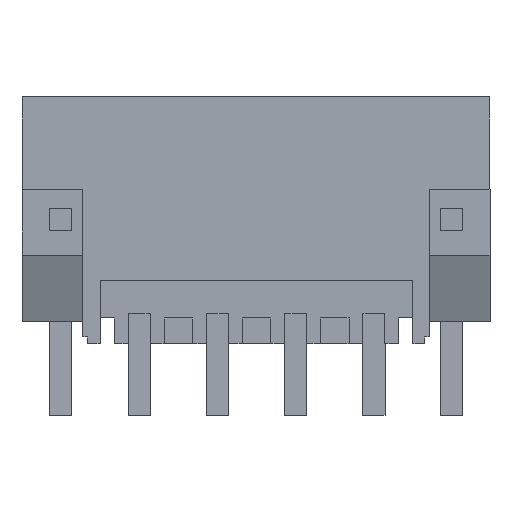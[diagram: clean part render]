
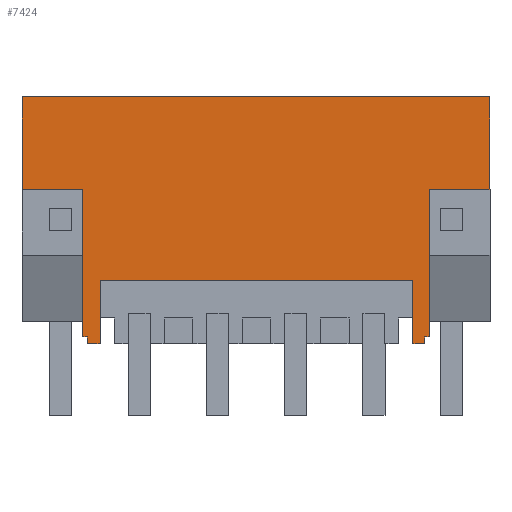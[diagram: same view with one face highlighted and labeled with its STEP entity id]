
A CAD part, front view. The second image highlights one B-rep face of the part: STEP entity #7424.
In plain terms, the highlighted planar face has unit normal (0, -1, 0).
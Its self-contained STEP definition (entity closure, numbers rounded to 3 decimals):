
#7394=AXIS2_PLACEMENT_3D('Plane Axis2P3D',#7391,#7392,#7393) ;
#2052=CARTESIAN_POINT('Line Origine',(3.5,0.,4.625)) ;
#2056=CARTESIAN_POINT('Vertex',(3.5,0.,3.2)) ;
#2058=CARTESIAN_POINT('Vertex',(3.5,0.,6.05)) ;
#2085=CARTESIAN_POINT('Vertex',(2.925,0.,3.2)) ;
#2088=CARTESIAN_POINT('Line Origine',(3.213,0.,3.2)) ;
#2106=CARTESIAN_POINT('Line Origine',(2.925,0.,3.35)) ;
#2110=CARTESIAN_POINT('Vertex',(2.925,0.,3.5)) ;
#2131=CARTESIAN_POINT('Line Origine',(2.825,0.,3.5)) ;
#2135=CARTESIAN_POINT('Vertex',(2.725,0.,3.5)) ;
#2156=CARTESIAN_POINT('Line Origine',(2.725,0.,6.8)) ;
#2160=CARTESIAN_POINT('Vertex',(2.725,0.,10.1)) ;
#2434=CARTESIAN_POINT('Vertex',(0.,0.,10.1)) ;
#2437=CARTESIAN_POINT('Line Origine',(0.,0.,12.175)) ;
#2441=CARTESIAN_POINT('Vertex',(0.,0.,14.25)) ;
#2481=CARTESIAN_POINT('Line Origine',(10.475,0.,14.25)) ;
#2485=CARTESIAN_POINT('Vertex',(20.95,0.,14.25)) ;
#4479=CARTESIAN_POINT('Line Origine',(20.95,0.,12.175)) ;
#4483=CARTESIAN_POINT('Vertex',(20.95,0.,10.1)) ;
#4751=CARTESIAN_POINT('Vertex',(18.225,0.,10.1)) ;
#4754=CARTESIAN_POINT('Line Origine',(18.225,0.,6.8)) ;
#4758=CARTESIAN_POINT('Vertex',(18.225,0.,3.5)) ;
#4782=CARTESIAN_POINT('Line Origine',(18.125,0.,3.5)) ;
#4786=CARTESIAN_POINT('Vertex',(18.025,0.,3.5)) ;
#4807=CARTESIAN_POINT('Line Origine',(18.025,0.,3.35)) ;
#4811=CARTESIAN_POINT('Vertex',(18.025,0.,3.2)) ;
#4827=CARTESIAN_POINT('Line Origine',(17.763,0.,3.2)) ;
#4831=CARTESIAN_POINT('Vertex',(17.5,0.,3.2)) ;
#4852=CARTESIAN_POINT('Line Origine',(17.5,0.,4.625)) ;
#4856=CARTESIAN_POINT('Vertex',(17.5,0.,6.05)) ;
#6650=CARTESIAN_POINT('Line Origine',(10.5,0.,6.05)) ;
#7391=CARTESIAN_POINT('Axis2P3D Location',(0.,0.,3.2)) ;
#7396=CARTESIAN_POINT('Line Origine',(19.587,0.,10.1)) ;
#7401=CARTESIAN_POINT('Line Origine',(1.362,0.,10.1)) ;
#2053=DIRECTION('Vector Direction',(0.,0.,1.)) ;
#2089=DIRECTION('Vector Direction',(1.,0.,0.)) ;
#2107=DIRECTION('Vector Direction',(0.,0.,-1.)) ;
#2132=DIRECTION('Vector Direction',(1.,0.,0.)) ;
#2157=DIRECTION('Vector Direction',(0.,0.,-1.)) ;
#2438=DIRECTION('Vector Direction',(0.,0.,1.)) ;
#2482=DIRECTION('Vector Direction',(1.,0.,0.)) ;
#4480=DIRECTION('Vector Direction',(0.,0.,1.)) ;
#4755=DIRECTION('Vector Direction',(0.,0.,-1.)) ;
#4783=DIRECTION('Vector Direction',(1.,0.,0.)) ;
#4808=DIRECTION('Vector Direction',(0.,0.,-1.)) ;
#4828=DIRECTION('Vector Direction',(1.,0.,0.)) ;
#4853=DIRECTION('Vector Direction',(0.,0.,1.)) ;
#6651=DIRECTION('Vector Direction',(1.,0.,0.)) ;
#7392=DIRECTION('Axis2P3D Direction',(0.,1.,0.)) ;
#7393=DIRECTION('Axis2P3D XDirection',(0.,0.,1.)) ;
#7397=DIRECTION('Vector Direction',(1.,0.,0.)) ;
#7402=DIRECTION('Vector Direction',(1.,0.,0.)) ;
#2054=VECTOR('Line Direction',#2053,1.) ;
#2090=VECTOR('Line Direction',#2089,1.) ;
#2108=VECTOR('Line Direction',#2107,1.) ;
#2133=VECTOR('Line Direction',#2132,1.) ;
#2158=VECTOR('Line Direction',#2157,1.) ;
#2439=VECTOR('Line Direction',#2438,1.) ;
#2483=VECTOR('Line Direction',#2482,1.) ;
#4481=VECTOR('Line Direction',#4480,1.) ;
#4756=VECTOR('Line Direction',#4755,1.) ;
#4784=VECTOR('Line Direction',#4783,1.) ;
#4809=VECTOR('Line Direction',#4808,1.) ;
#4829=VECTOR('Line Direction',#4828,1.) ;
#4854=VECTOR('Line Direction',#4853,1.) ;
#6652=VECTOR('Line Direction',#6651,1.) ;
#7398=VECTOR('Line Direction',#7397,1.) ;
#7403=VECTOR('Line Direction',#7402,1.) ;
#7407=ORIENTED_EDGE('',*,*,#6654,.F.) ;
#7408=ORIENTED_EDGE('',*,*,#4858,.F.) ;
#7409=ORIENTED_EDGE('',*,*,#4833,.T.) ;
#7410=ORIENTED_EDGE('',*,*,#4813,.T.) ;
#7411=ORIENTED_EDGE('',*,*,#4788,.T.) ;
#7412=ORIENTED_EDGE('',*,*,#4760,.F.) ;
#7413=ORIENTED_EDGE('',*,*,#7400,.F.) ;
#7414=ORIENTED_EDGE('',*,*,#4485,.F.) ;
#7415=ORIENTED_EDGE('',*,*,#2487,.F.) ;
#7416=ORIENTED_EDGE('',*,*,#2443,.T.) ;
#7417=ORIENTED_EDGE('',*,*,#7405,.T.) ;
#7418=ORIENTED_EDGE('',*,*,#2162,.T.) ;
#7419=ORIENTED_EDGE('',*,*,#2137,.F.) ;
#7420=ORIENTED_EDGE('',*,*,#2112,.F.) ;
#7421=ORIENTED_EDGE('',*,*,#2092,.T.) ;
#7422=ORIENTED_EDGE('',*,*,#2060,.T.) ;
#7424=ADVANCED_FACE('HOUSING',(#7423),#7395,.F.) ;
#2060=EDGE_CURVE('',#2057,#2059,#2055,.T.) ;
#2092=EDGE_CURVE('',#2086,#2057,#2091,.T.) ;
#2112=EDGE_CURVE('',#2086,#2111,#2109,.F.) ;
#2137=EDGE_CURVE('',#2111,#2136,#2134,.F.) ;
#2162=EDGE_CURVE('',#2161,#2136,#2159,.T.) ;
#2443=EDGE_CURVE('',#2442,#2435,#2440,.F.) ;
#2487=EDGE_CURVE('',#2442,#2486,#2484,.T.) ;
#4485=EDGE_CURVE('',#2486,#4484,#4482,.F.) ;
#4760=EDGE_CURVE('',#4752,#4759,#4757,.T.) ;
#4788=EDGE_CURVE('',#4787,#4759,#4785,.T.) ;
#4813=EDGE_CURVE('',#4812,#4787,#4810,.F.) ;
#4833=EDGE_CURVE('',#4832,#4812,#4830,.T.) ;
#4858=EDGE_CURVE('',#4832,#4857,#4855,.T.) ;
#6654=EDGE_CURVE('',#4857,#2059,#6653,.F.) ;
#7400=EDGE_CURVE('',#4484,#4752,#7399,.F.) ;
#7405=EDGE_CURVE('',#2435,#2161,#7404,.T.) ;
#7406=EDGE_LOOP('',(#7407,#7408,#7409,#7410,#7411,#7412,#7413,#7414,#7415,#7416,#7417,#7418,#7419,#7420,#7421,#7422)) ;
#7423=FACE_OUTER_BOUND('',#7406,.T.) ;
#2055=LINE('Line',#2052,#2054) ;
#2091=LINE('Line',#2088,#2090) ;
#2109=LINE('Line',#2106,#2108) ;
#2134=LINE('Line',#2131,#2133) ;
#2159=LINE('Line',#2156,#2158) ;
#2440=LINE('Line',#2437,#2439) ;
#2484=LINE('Line',#2481,#2483) ;
#4482=LINE('Line',#4479,#4481) ;
#4757=LINE('Line',#4754,#4756) ;
#4785=LINE('Line',#4782,#4784) ;
#4810=LINE('Line',#4807,#4809) ;
#4830=LINE('Line',#4827,#4829) ;
#4855=LINE('Line',#4852,#4854) ;
#6653=LINE('Line',#6650,#6652) ;
#7399=LINE('Line',#7396,#7398) ;
#7404=LINE('Line',#7401,#7403) ;
#7395=PLANE('',#7394) ;
#2057=VERTEX_POINT('',#2056) ;
#2059=VERTEX_POINT('',#2058) ;
#2086=VERTEX_POINT('',#2085) ;
#2111=VERTEX_POINT('',#2110) ;
#2136=VERTEX_POINT('',#2135) ;
#2161=VERTEX_POINT('',#2160) ;
#2435=VERTEX_POINT('',#2434) ;
#2442=VERTEX_POINT('',#2441) ;
#2486=VERTEX_POINT('',#2485) ;
#4484=VERTEX_POINT('',#4483) ;
#4752=VERTEX_POINT('',#4751) ;
#4759=VERTEX_POINT('',#4758) ;
#4787=VERTEX_POINT('',#4786) ;
#4812=VERTEX_POINT('',#4811) ;
#4832=VERTEX_POINT('',#4831) ;
#4857=VERTEX_POINT('',#4856) ;
